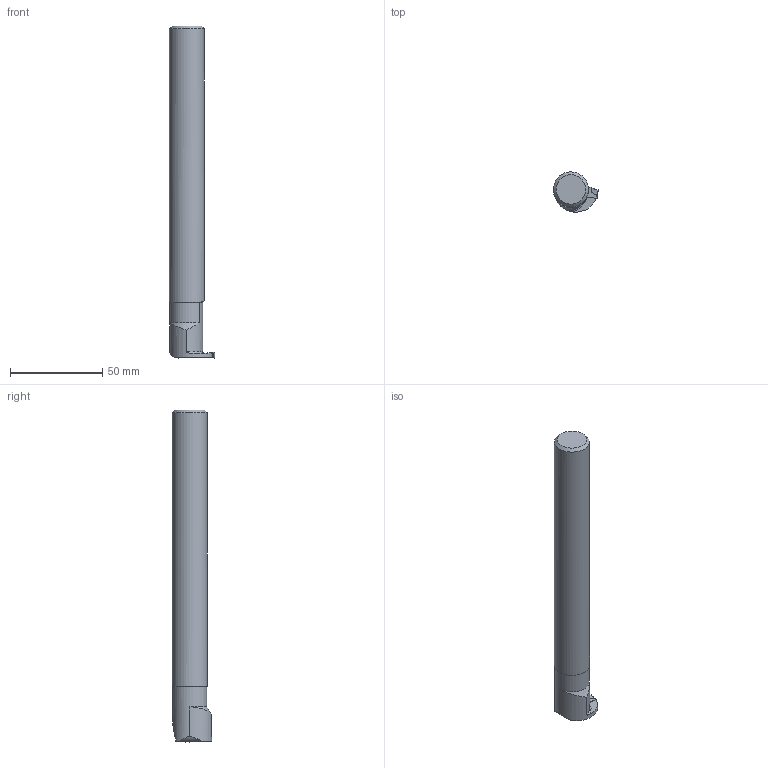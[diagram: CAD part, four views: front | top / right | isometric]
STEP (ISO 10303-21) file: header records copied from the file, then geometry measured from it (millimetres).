
FILE_DESCRIPTION(/* description */ (''),/* implementation_level */ '2;1');
FILE_NAME(/* name */ '1553684108986.stp',/* time_stamp */ '2019-03-27T16:25:47+06:00',/* author */ (''),/* organization */ ('SMS'),/* preprocessor_version */ 'ST-DEVELOPER v15',/* originating_system */ 'SIEMENS PLM Software NX 8.5',/* authorisation */ '');
FILE_SCHEMA (('AUTOMOTIVE_DESIGN { 1 0 10303 214 3 1 1 1 }'));
Length unit declared in the file: millimetre
Products named in the file (4): ASSEMBLY_CONSTRUCTION; 201539465mod000_00; 201703340mod000_00; 201703339mod000_00
Assembly tree (3 placements, depth 2):
  201703339mod000_00
    201703340mod000_00
    201539465mod000_00
    ASSEMBLY_CONSTRUCTION
Bounding box: 24.55 x 21.52 x 180.02 mm (x, y, z)
Volume: 50826.7 mm3; surface area: 11712.9 mm2
Topology: 2 solids, 2 shells, 69 faces, 192 edges, 132 vertices
Faces by surface type: plane 37, bspline 14, cylinder 12, cone 4, sphere 1, torus 1
Full cylindrical faces by diameter (mm): 19.05 x1
Entity records: 2772 total; most frequent: CARTESIAN_POINT 986, ORIENTED_EDGE 372, DIRECTION 291, EDGE_CURVE 186, VERTEX_POINT 123, LINE 105, VECTOR 105, AXIS2_PLACEMENT_3D 93
